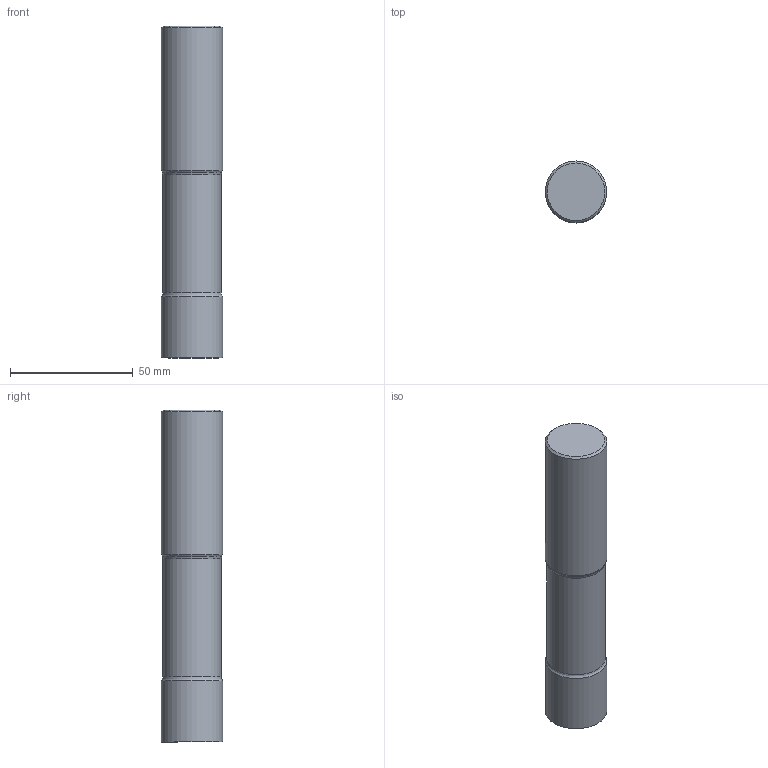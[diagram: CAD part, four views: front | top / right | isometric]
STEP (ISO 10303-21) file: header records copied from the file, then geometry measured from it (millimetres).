
FILE_DESCRIPTION(('STEP'), '1');
FILE_NAME('MOD000000000000000020084619000000.stp', '2019-01-02T12:11:52', (''), (''), 'Express v3.0.0.0', 'Express Tool', 'Unknown');
FILE_SCHEMA(('AUTOMOTIVE_DESIGN'));
Length unit declared in the file: millimetre
Products named in the file (1): R216.33-25040-AJ25U-634153058966711519-1
Bounding box: 25 x 25 x 135 mm (x, y, z)
Volume: 63792.7 mm3; surface area: 12374.8 mm2
Topology: 2 solids, 2 shells, 11 faces, 29 edges, 23 vertices
Faces by surface type: bspline 11
Entity records: 647 total; most frequent: CARTESIAN_POINT 327, DIRECTION 55, ORIENTED_EDGE 50, EDGE_CURVE 25, AXIS2_PLACEMENT_3D 23, CIRCLE 20, VERTEX_POINT 18, ADVANCED_FACE 11
